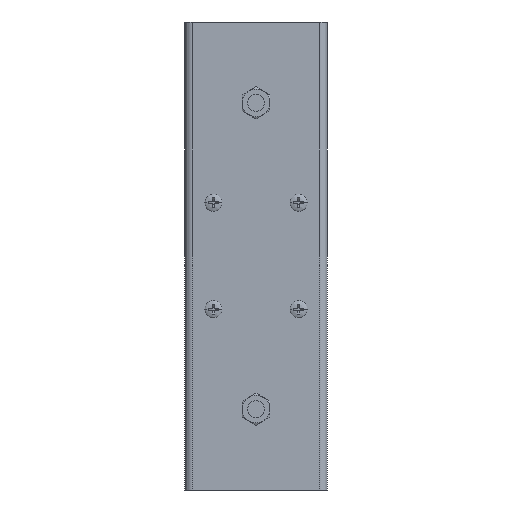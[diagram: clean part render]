
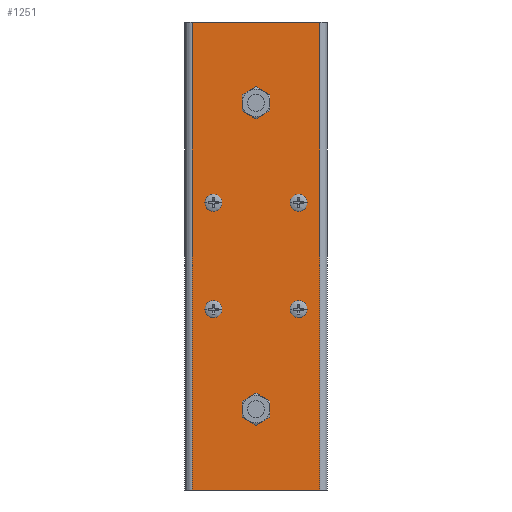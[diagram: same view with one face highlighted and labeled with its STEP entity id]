
A CAD part, front view. The second image highlights one B-rep face of the part: STEP entity #1251.
In plain terms, the highlighted planar face has unit normal (0, -1, 0).
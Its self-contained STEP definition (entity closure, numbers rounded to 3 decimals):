
#283 = CARTESIAN_POINT ( 'NONE',  ( -33.5, 0., 110. ) ) ;
#386 = CARTESIAN_POINT ( 'NONE',  ( 29.9, 0., 110. ) ) ;
#479 = VECTOR ( 'NONE', #660, 1000. ) ;
#500 = FACE_OUTER_BOUND ( 'NONE', #3034, .T. ) ;
#659 = CARTESIAN_POINT ( 'NONE',  ( 29.9, 0., 110. ) ) ;
#660 = DIRECTION ( 'NONE',  ( 0., 0., 1. ) ) ;
#869 = CARTESIAN_POINT ( 'NONE',  ( 29.9, 0., -110. ) ) ;
#887 = CARTESIAN_POINT ( 'NONE',  ( -29.9, 0., -110. ) ) ;
#906 = CARTESIAN_POINT ( 'NONE',  ( -33.5, 0., 110. ) ) ;
#913 = ORIENTED_EDGE ( 'NONE', *, *, #2850, .T. ) ;
#1133 = LINE ( 'NONE', #2933, #1733 ) ;
#1174 = DIRECTION ( 'NONE',  ( 0., 0., -1. ) ) ;
#1177 = VERTEX_POINT ( 'NONE', #869 ) ;
#1217 = VERTEX_POINT ( 'NONE', #887 ) ;
#1251 = ADVANCED_FACE ( 'NONE', ( #500 ), #3259, .T. ) ;
#1272 = LINE ( 'NONE', #283, #1789 ) ;
#1543 = VERTEX_POINT ( 'NONE', #659 ) ;
#1733 = VECTOR ( 'NONE', #2910, 1000. ) ;
#1789 = VECTOR ( 'NONE', #2869, 1000. ) ;
#1978 = AXIS2_PLACEMENT_3D ( 'NONE', #906, #2738, #1174 ) ;
#2149 = DIRECTION ( 'NONE',  ( 0., 0., -1. ) ) ;
#2235 = VECTOR ( 'NONE', #2149, 1000. ) ;
#2308 = LINE ( 'NONE', #2930, #2235 ) ;
#2419 = CARTESIAN_POINT ( 'NONE',  ( -29.9, 0., 110. ) ) ;
#2481 = EDGE_CURVE ( 'NONE', #2516, #1217, #2308, .T. ) ;
#2516 = VERTEX_POINT ( 'NONE', #2419 ) ;
#2738 = DIRECTION ( 'NONE',  ( 0., -1., 0. ) ) ;
#2850 = EDGE_CURVE ( 'NONE', #1217, #1177, #1133, .T. ) ;
#2869 = DIRECTION ( 'NONE',  ( 1., 0., 0. ) ) ;
#2888 = ORIENTED_EDGE ( 'NONE', *, *, #3010, .F. ) ;
#2910 = DIRECTION ( 'NONE',  ( 1., 0., 0. ) ) ;
#2924 = ORIENTED_EDGE ( 'NONE', *, *, #2481, .T. ) ;
#2930 = CARTESIAN_POINT ( 'NONE',  ( -29.9, 0., 110. ) ) ;
#2933 = CARTESIAN_POINT ( 'NONE',  ( -33.5, 0., -110. ) ) ;
#3008 = ORIENTED_EDGE ( 'NONE', *, *, #3312, .T. ) ;
#3010 = EDGE_CURVE ( 'NONE', #2516, #1543, #1272, .T. ) ;
#3034 = EDGE_LOOP ( 'NONE', ( #913, #3008, #2888, #2924 ) ) ;
#3259 = PLANE ( 'NONE',  #1978 ) ;
#3269 = LINE ( 'NONE', #386, #479 ) ;
#3312 = EDGE_CURVE ( 'NONE', #1177, #1543, #3269, .T. ) ;
